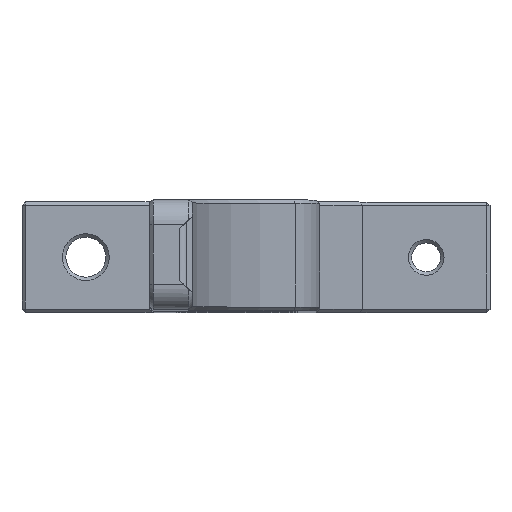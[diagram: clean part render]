
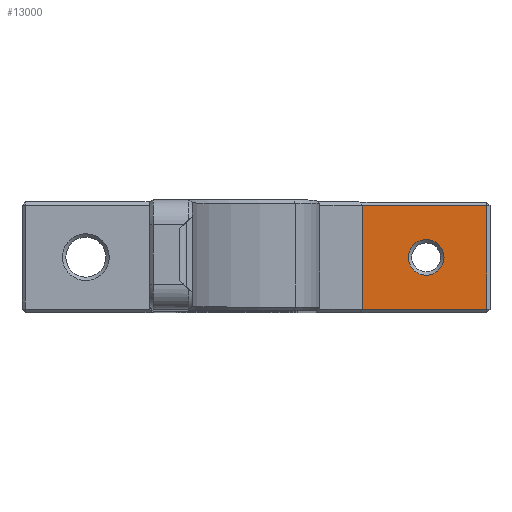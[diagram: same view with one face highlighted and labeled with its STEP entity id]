
A CAD part, top view. The second image highlights one B-rep face of the part: STEP entity #13000.
In plain terms, the highlighted planar face has unit normal (0, 0, 1).
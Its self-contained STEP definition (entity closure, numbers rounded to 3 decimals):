
#1156 = PLANE('',#1157);
#1157 = AXIS2_PLACEMENT_3D('',#1158,#1159,#1160);
#1158 = CARTESIAN_POINT('',(5.,0.2,-135.225));
#1159 = DIRECTION('',(0.,-0.707,0.707));
#1160 = DIRECTION('',(1.,0.,0.));
#2905 = PLANE('',#2906);
#2906 = AXIS2_PLACEMENT_3D('',#2907,#2908,#2909);
#2907 = CARTESIAN_POINT('',(5.,12.8,-135.225));
#2908 = DIRECTION('',(-0.,-0.707,-0.707));
#2909 = DIRECTION('',(1.,-0.,0.));
#5855 = VERTEX_POINT('',#5856);
#5856 = CARTESIAN_POINT('',(5.,0.4,-135.025));
#5891 = PLANE('',#5892);
#5892 = AXIS2_PLACEMENT_3D('',#5893,#5894,#5895);
#5893 = CARTESIAN_POINT('',(5.,0.,-125.025));
#5894 = DIRECTION('',(-1.,0.,0.));
#5895 = DIRECTION('',(-0.,0.,-1.));
#5963 = VERTEX_POINT('',#5964);
#5964 = CARTESIAN_POINT('',(19.6,0.4,-135.025));
#5990 = EDGE_CURVE('',#5855,#5963,#5991,.T.);
#5991 = SURFACE_CURVE('',#5992,(#5996,#6003),.PCURVE_S1.);
#5992 = LINE('',#5993,#5994);
#5993 = CARTESIAN_POINT('',(5.,0.4,-135.025));
#5994 = VECTOR('',#5995,1.);
#5995 = DIRECTION('',(1.,0.,0.));
#5996 = PCURVE('',#1156,#5997);
#5997 = DEFINITIONAL_REPRESENTATION('',(#5998),#6002);
#5998 = LINE('',#5999,#6000);
#5999 = CARTESIAN_POINT('',(0.,0.283));
#6000 = VECTOR('',#6001,1.);
#6001 = DIRECTION('',(1.,0.));
#6002 = ( GEOMETRIC_REPRESENTATION_CONTEXT(2) 
PARAMETRIC_REPRESENTATION_CONTEXT() REPRESENTATION_CONTEXT('2D SPACE',''
  ) );
#6003 = PCURVE('',#6004,#6009);
#6004 = PLANE('',#6005);
#6005 = AXIS2_PLACEMENT_3D('',#6006,#6007,#6008);
#6006 = CARTESIAN_POINT('',(5.,0.,-135.025));
#6007 = DIRECTION('',(0.,0.,-1.));
#6008 = DIRECTION('',(1.,0.,0.));
#6009 = DEFINITIONAL_REPRESENTATION('',(#6010),#6014);
#6010 = LINE('',#6011,#6012);
#6011 = CARTESIAN_POINT('',(0.,-0.4));
#6012 = VECTOR('',#6013,1.);
#6013 = DIRECTION('',(1.,0.));
#6014 = ( GEOMETRIC_REPRESENTATION_CONTEXT(2) 
PARAMETRIC_REPRESENTATION_CONTEXT() REPRESENTATION_CONTEXT('2D SPACE',''
  ) );
#9088 = VERTEX_POINT('',#9089);
#9089 = CARTESIAN_POINT('',(5.,12.6,-135.025));
#9186 = VERTEX_POINT('',#9187);
#9187 = CARTESIAN_POINT('',(19.6,12.6,-135.025));
#9213 = EDGE_CURVE('',#9088,#9186,#9214,.T.);
#9214 = SURFACE_CURVE('',#9215,(#9219,#9226),.PCURVE_S1.);
#9215 = LINE('',#9216,#9217);
#9216 = CARTESIAN_POINT('',(5.,12.6,-135.025));
#9217 = VECTOR('',#9218,1.);
#9218 = DIRECTION('',(1.,0.,0.));
#9219 = PCURVE('',#2905,#9220);
#9220 = DEFINITIONAL_REPRESENTATION('',(#9221),#9225);
#9221 = LINE('',#9222,#9223);
#9222 = CARTESIAN_POINT('',(0.,0.283));
#9223 = VECTOR('',#9224,1.);
#9224 = DIRECTION('',(1.,0.));
#9225 = ( GEOMETRIC_REPRESENTATION_CONTEXT(2) 
PARAMETRIC_REPRESENTATION_CONTEXT() REPRESENTATION_CONTEXT('2D SPACE',''
  ) );
#9226 = PCURVE('',#6004,#9227);
#9227 = DEFINITIONAL_REPRESENTATION('',(#9228),#9232);
#9228 = LINE('',#9229,#9230);
#9229 = CARTESIAN_POINT('',(0.,-12.6));
#9230 = VECTOR('',#9231,1.);
#9231 = DIRECTION('',(1.,0.));
#9232 = ( GEOMETRIC_REPRESENTATION_CONTEXT(2) 
PARAMETRIC_REPRESENTATION_CONTEXT() REPRESENTATION_CONTEXT('2D SPACE',''
  ) );
#12950 = EDGE_CURVE('',#5855,#9088,#12951,.T.);
#12951 = SURFACE_CURVE('',#12952,(#12956,#12963),.PCURVE_S1.);
#12952 = LINE('',#12953,#12954);
#12953 = CARTESIAN_POINT('',(5.,0.,-135.025));
#12954 = VECTOR('',#12955,1.);
#12955 = DIRECTION('',(0.,1.,0.));
#12956 = PCURVE('',#5891,#12957);
#12957 = DEFINITIONAL_REPRESENTATION('',(#12958),#12962);
#12958 = LINE('',#12959,#12960);
#12959 = CARTESIAN_POINT('',(10.,0.));
#12960 = VECTOR('',#12961,1.);
#12961 = DIRECTION('',(0.,-1.));
#12962 = ( GEOMETRIC_REPRESENTATION_CONTEXT(2) 
PARAMETRIC_REPRESENTATION_CONTEXT() REPRESENTATION_CONTEXT('2D SPACE',''
  ) );
#12963 = PCURVE('',#6004,#12964);
#12964 = DEFINITIONAL_REPRESENTATION('',(#12965),#12969);
#12965 = LINE('',#12966,#12967);
#12966 = CARTESIAN_POINT('',(0.,0.));
#12967 = VECTOR('',#12968,1.);
#12968 = DIRECTION('',(0.,-1.));
#12969 = ( GEOMETRIC_REPRESENTATION_CONTEXT(2) 
PARAMETRIC_REPRESENTATION_CONTEXT() REPRESENTATION_CONTEXT('2D SPACE',''
  ) );
#13000 = ADVANCED_FACE('',(#13001,#13032),#6004,.F.);
#13001 = FACE_BOUND('',#13002,.F.);
#13002 = EDGE_LOOP('',(#13003,#13004,#13005,#13031));
#13003 = ORIENTED_EDGE('',*,*,#12950,.T.);
#13004 = ORIENTED_EDGE('',*,*,#9213,.T.);
#13005 = ORIENTED_EDGE('',*,*,#13006,.F.);
#13006 = EDGE_CURVE('',#5963,#9186,#13007,.T.);
#13007 = SURFACE_CURVE('',#13008,(#13012,#13019),.PCURVE_S1.);
#13008 = LINE('',#13009,#13010);
#13009 = CARTESIAN_POINT('',(19.6,0.,-135.025));
#13010 = VECTOR('',#13011,1.);
#13011 = DIRECTION('',(-0.,1.,0.));
#13012 = PCURVE('',#6004,#13013);
#13013 = DEFINITIONAL_REPRESENTATION('',(#13014),#13018);
#13014 = LINE('',#13015,#13016);
#13015 = CARTESIAN_POINT('',(14.6,0.));
#13016 = VECTOR('',#13017,1.);
#13017 = DIRECTION('',(0.,-1.));
#13018 = ( GEOMETRIC_REPRESENTATION_CONTEXT(2) 
PARAMETRIC_REPRESENTATION_CONTEXT() REPRESENTATION_CONTEXT('2D SPACE',''
  ) );
#13019 = PCURVE('',#13020,#13025);
#13020 = PLANE('',#13021);
#13021 = AXIS2_PLACEMENT_3D('',#13022,#13023,#13024);
#13022 = CARTESIAN_POINT('',(19.8,0.,-135.225));
#13023 = DIRECTION('',(0.707,0.,0.707));
#13024 = DIRECTION('',(0.,1.,0.));
#13025 = DEFINITIONAL_REPRESENTATION('',(#13026),#13030);
#13026 = LINE('',#13027,#13028);
#13027 = CARTESIAN_POINT('',(0.,0.283));
#13028 = VECTOR('',#13029,1.);
#13029 = DIRECTION('',(1.,0.));
#13030 = ( GEOMETRIC_REPRESENTATION_CONTEXT(2) 
PARAMETRIC_REPRESENTATION_CONTEXT() REPRESENTATION_CONTEXT('2D SPACE',''
  ) );
#13031 = ORIENTED_EDGE('',*,*,#5990,.F.);
#13032 = FACE_BOUND('',#13033,.F.);
#13033 = EDGE_LOOP('',(#13034));
#13034 = ORIENTED_EDGE('',*,*,#13035,.T.);
#13035 = EDGE_CURVE('',#13036,#13036,#13038,.T.);
#13036 = VERTEX_POINT('',#13037);
#13037 = CARTESIAN_POINT('',(10.4,6.5,-135.025));
#13038 = SURFACE_CURVE('',#13039,(#13044,#13055),.PCURVE_S1.);
#13039 = CIRCLE('',#13040,2.1);
#13040 = AXIS2_PLACEMENT_3D('',#13041,#13042,#13043);
#13041 = CARTESIAN_POINT('',(12.5,6.5,-135.025));
#13042 = DIRECTION('',(0.,0.,1.));
#13043 = DIRECTION('',(-1.,0.,0.));
#13044 = PCURVE('',#6004,#13045);
#13045 = DEFINITIONAL_REPRESENTATION('',(#13046),#13054);
#13046 = ( BOUNDED_CURVE() B_SPLINE_CURVE(2,(#13047,#13048,#13049,#13050
    ,#13051,#13052,#13053),.UNSPECIFIED.,.T.,.F.) 
B_SPLINE_CURVE_WITH_KNOTS((1,2,2,2,2,1),(-2.094,0.,
    2.094,4.189,6.283,8.378),
.UNSPECIFIED.) CURVE() GEOMETRIC_REPRESENTATION_ITEM() 
RATIONAL_B_SPLINE_CURVE((1.,0.5,1.,0.5,1.,0.5,1.)) REPRESENTATION_ITEM(
  '') );
#13047 = CARTESIAN_POINT('',(5.4,-6.5));
#13048 = CARTESIAN_POINT('',(5.4,-2.863));
#13049 = CARTESIAN_POINT('',(8.55,-4.681));
#13050 = CARTESIAN_POINT('',(11.7,-6.5));
#13051 = CARTESIAN_POINT('',(8.55,-8.319));
#13052 = CARTESIAN_POINT('',(5.4,-10.137));
#13053 = CARTESIAN_POINT('',(5.4,-6.5));
#13054 = ( GEOMETRIC_REPRESENTATION_CONTEXT(2) 
PARAMETRIC_REPRESENTATION_CONTEXT() REPRESENTATION_CONTEXT('2D SPACE',''
  ) );
#13055 = PCURVE('',#13056,#13061);
#13056 = CONICAL_SURFACE('',#13057,1.7,0.785);
#13057 = AXIS2_PLACEMENT_3D('',#13058,#13059,#13060);
#13058 = CARTESIAN_POINT('',(12.5,6.5,-135.425));
#13059 = DIRECTION('',(0.,0.,1.));
#13060 = DIRECTION('',(-1.,0.,0.));
#13061 = DEFINITIONAL_REPRESENTATION('',(#13062),#13066);
#13062 = LINE('',#13063,#13064);
#13063 = CARTESIAN_POINT('',(-0.,0.4));
#13064 = VECTOR('',#13065,1.);
#13065 = DIRECTION('',(1.,-0.));
#13066 = ( GEOMETRIC_REPRESENTATION_CONTEXT(2) 
PARAMETRIC_REPRESENTATION_CONTEXT() REPRESENTATION_CONTEXT('2D SPACE',''
  ) );
